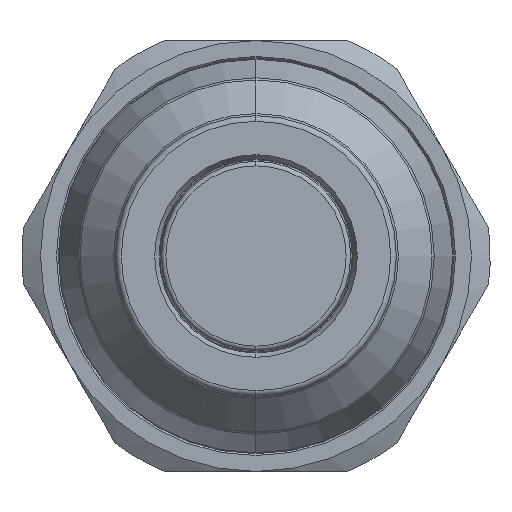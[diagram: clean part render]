
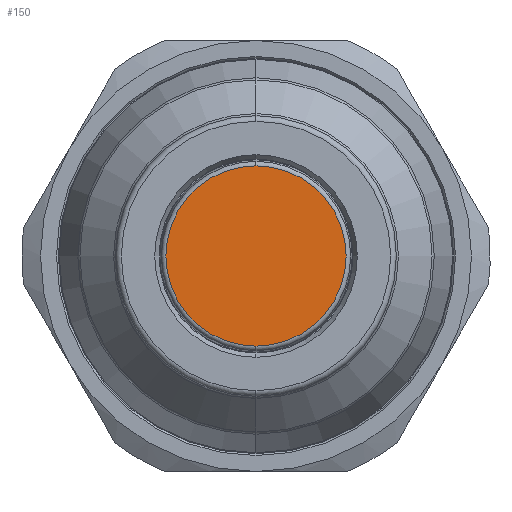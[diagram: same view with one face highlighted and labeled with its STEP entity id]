
A CAD part, left-side view. The second image highlights one B-rep face of the part: STEP entity #150.
In plain terms, the highlighted planar face has unit normal (-1, 0, 0).
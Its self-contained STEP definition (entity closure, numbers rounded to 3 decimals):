
#104 = EDGE_LOOP ( 'NONE', ( #1677, #1679 ) ) ;
#150 = ADVANCED_FACE ( 'NONE', ( #308 ), #1954, .F. ) ;
#308 = FACE_OUTER_BOUND ( 'NONE', #104, .T. ) ;
#437 = CIRCLE ( 'NONE', #1478, 9.623 ) ;
#448 = CIRCLE ( 'NONE', #1485, 9.623 ) ;
#613 = CARTESIAN_POINT ( 'NONE',  ( 0.08, 0., 0. ) ) ;
#614 = DIRECTION ( 'NONE',  ( -1., 0., 0. ) ) ;
#615 = DIRECTION ( 'NONE',  ( 0., 0., -1. ) ) ;
#638 = CARTESIAN_POINT ( 'NONE',  ( 0.08, 0., 0. ) ) ;
#639 = DIRECTION ( 'NONE',  ( -1., 0., 0. ) ) ;
#640 = DIRECTION ( 'NONE',  ( 0., 0., -1. ) ) ;
#1110 = CARTESIAN_POINT ( 'NONE',  ( 0.08, 0., 9.623 ) ) ;
#1111 = CARTESIAN_POINT ( 'NONE',  ( 0.08, 0., -9.623 ) ) ;
#1235 = EDGE_CURVE ( 'NONE', #1764, #1786, #437, .T. ) ;
#1244 = EDGE_CURVE ( 'NONE', #1786, #1764, #448, .T. ) ;
#1411 = AXIS2_PLACEMENT_3D ( 'NONE', #1953, #1952, #1951 ) ;
#1478 = AXIS2_PLACEMENT_3D ( 'NONE', #613, #614, #615 ) ;
#1485 = AXIS2_PLACEMENT_3D ( 'NONE', #638, #639, #640 ) ;
#1677 = ORIENTED_EDGE ( 'NONE', *, *, #1244, .T. ) ;
#1679 = ORIENTED_EDGE ( 'NONE', *, *, #1235, .T. ) ;
#1764 = VERTEX_POINT ( 'NONE', #1110 ) ;
#1786 = VERTEX_POINT ( 'NONE', #1111 ) ;
#1951 = DIRECTION ( 'NONE',  ( 0., 0., -1. ) ) ;
#1952 = DIRECTION ( 'NONE',  ( 1., 0., 0. ) ) ;
#1953 = CARTESIAN_POINT ( 'NONE',  ( 0.08, 0., 0. ) ) ;
#1954 = PLANE ( 'NONE',  #1411 ) ;
